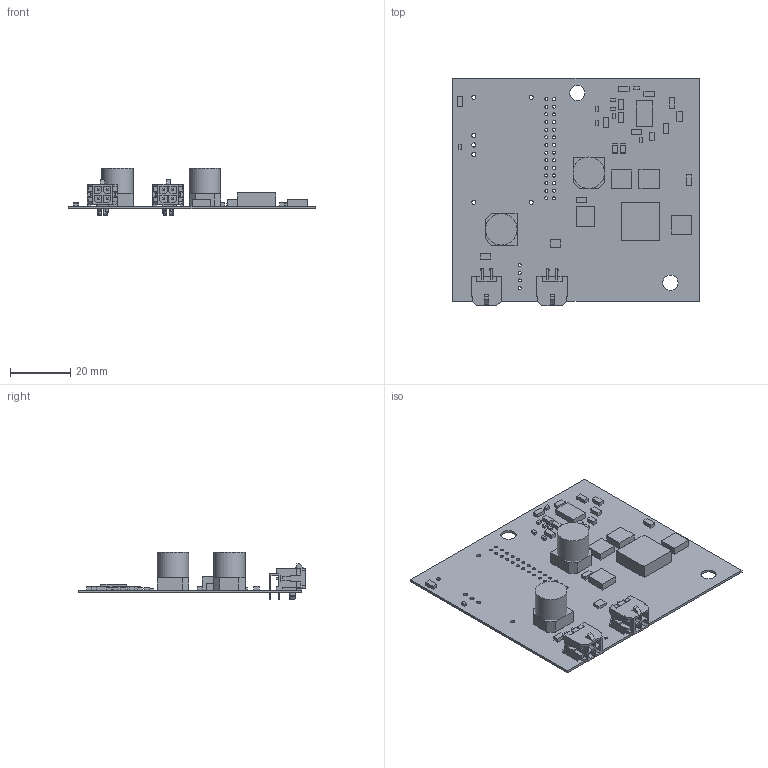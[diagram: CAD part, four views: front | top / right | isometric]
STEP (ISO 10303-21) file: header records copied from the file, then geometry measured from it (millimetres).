
FILE_DESCRIPTION(('Open CASCADE Model'),'2;1');
FILE_NAME('Open CASCADE Shape Model','2019-05-27T16:49:35',('Author'),( 'Open CASCADE'),'Open CASCADE STEP processor 6.8','Open CASCADE 6.8' ,'Unknown');
FILE_SCHEMA(('AUTOMOTIVE_DESIGN { 1 0 10303 214 1 1 1 1 }'));
Length unit declared in the file: millimetre
Products named in the file (72): PCB; Board; L1; 4468673792; Extruded; C3; 4468673600; 4468673408; Cylinder; C2; 4468675712; C1; 4468674560; R1; 4468674368; J2; 430450402; Open CASCADE STEP translator 6.8 1.7.1.1; Open CASCADE STEP translator 6.8 1.7.1.2; J1; C13; C14; C15; C16; C17; C18; C19; C20; C21; C22; C23; C24; 4468675328; 4468675136; D8; 4468673216; Q5; 4468676096; Q6; Q7 ...
Assembly tree (95 placements, depth 4):
  PCB
    Board
    L1
      4468673792
        Extruded
    C3
      4468673600
        Extruded
      4468673408
        Cylinder
    C2
      4468675712
        Extruded
    C1
      4468674560
        Extruded
    R1
      4468674368
        Extruded
    J2
      430450402
        Open CASCADE STEP translator 6.8 1.7.1.1
        Open CASCADE STEP translator 6.8 1.7.1.2
    J1
      430450402
        Open CASCADE STEP translator 6.8 1.7.1.1
        Open CASCADE STEP translator 6.8 1.7.1.2
    C13
      4468674560
        Extruded
    C14
      4468675712
        Extruded
    C15
      4468674560
        Extruded
    C16
      4468674560
        Extruded
    C17
      4468674560
        Extruded
    C18
      4468675712
        Extruded
    C19
      4468675712
        Extruded
    C20
      4468674560
        Extruded
    C21
      4468674560
        Extruded
    C22
      4468674560
        Extruded
    C23
      4468675712
        Extruded
Bounding box: 81.92 x 75.75 x 15.81 mm (x, y, z)
Volume: 10155.9 mm3; surface area: 18083.4 mm2
Topology: 42 solids, 42 shells, 831 faces, 2067 edges, 1368 vertices
Faces by surface type: plane 760, cylinder 63, cone 4, torus 4
Full cylindrical faces by diameter (mm): 1.016 x32, 1.02 x8, 1.397 x7, 3 x2, 5.08 x2, 10.5 x2
Entity records: 14364 total; most frequent: CARTESIAN_POINT 2394, DIRECTION 2229, ORIENTED_EDGE 2112, EDGE_CURVE 1056, LINE 925, VECTOR 925, VERTEX_POINT 679, AXIS2_PLACEMENT_3D 652
